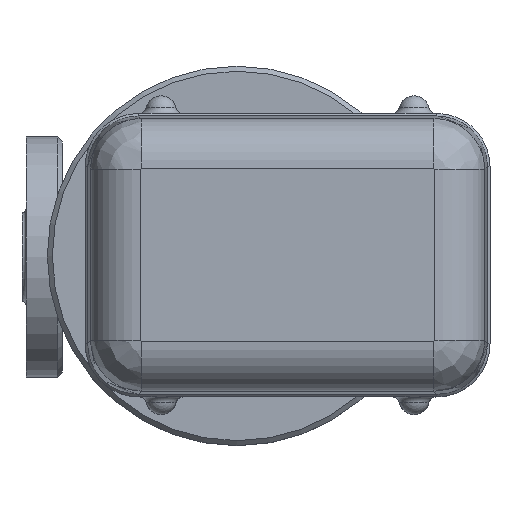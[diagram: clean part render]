
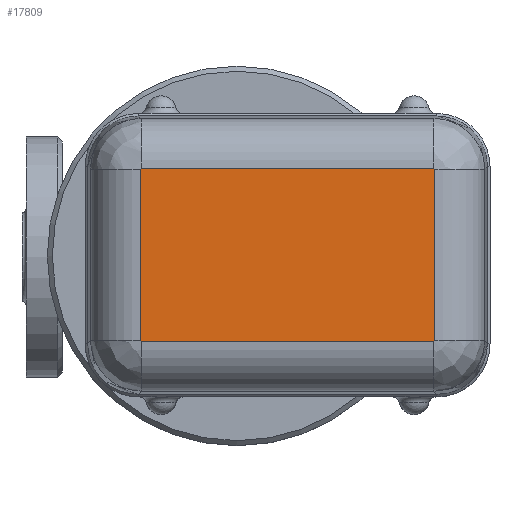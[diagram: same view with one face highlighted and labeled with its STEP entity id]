
A CAD part, top view. The second image highlights one B-rep face of the part: STEP entity #17809.
In plain terms, the highlighted planar face has unit normal (0, 0, 1).
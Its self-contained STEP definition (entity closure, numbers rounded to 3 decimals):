
#397=B_SPLINE_CURVE_WITH_KNOTS('',3,(#41056,#41057,#41058,#41059,#41060,
#41061,#41062),.UNSPECIFIED.,.F.,.F.,(4,1,1,1,4),(0.,0.014,
0.027,0.041,0.047),.UNSPECIFIED.);
#399=B_SPLINE_CURVE_WITH_KNOTS('',3,(#41141,#41142,#41143,#41144,#41145,
#41146,#41147,#41148),.UNSPECIFIED.,.F.,.F.,(4,1,1,1,1,4),(0.,
0.007,0.014,0.027,0.041,
0.047),.UNSPECIFIED.);
#401=B_SPLINE_CURVE_WITH_KNOTS('',3,(#41232,#41233,#41234,#41235,#41236,
#41237,#41238,#41239,#41240,#41241),.UNSPECIFIED.,.F.,.F.,(4,1,1,1,1,1,
1,4),(0.,0.007,0.014,0.02,0.027,
0.034,0.041,0.047),.UNSPECIFIED.);
#403=B_SPLINE_CURVE_WITH_KNOTS('',3,(#41313,#41314,#41315,#41316,#41317,
#41318,#41319),.UNSPECIFIED.,.F.,.F.,(4,1,1,1,4),(0.,0.014,
0.027,0.041,0.047),.UNSPECIFIED.);
#1674=LINE('',#41077,#2669);
#1675=LINE('',#41082,#2670);
#1678=LINE('',#41257,#2673);
#1679=LINE('',#41262,#2674);
#2669=VECTOR('',#22314,67.708);
#2670=VECTOR('',#22319,115.708);
#2673=VECTOR('',#22330,115.708);
#2674=VECTOR('',#22335,67.708);
#3483=PLANE('',#19246);
#4245=FACE_OUTER_BOUND('',#5539,.T.);
#5539=EDGE_LOOP('',(#14038,#14039,#14040,#14041,#14042,#14043,#14044,#14045));
#8396=VERTEX_POINT('',#41053);
#8397=VERTEX_POINT('',#41055);
#8399=VERTEX_POINT('',#41073);
#8402=VERTEX_POINT('',#41080);
#8403=VERTEX_POINT('',#41140);
#8406=VERTEX_POINT('',#41230);
#8407=VERTEX_POINT('',#41253);
#8410=VERTEX_POINT('',#41260);
#10417=EDGE_CURVE('',#8396,#8397,#397,.T.);
#10422=EDGE_CURVE('',#8397,#8399,#1674,.T.);
#10424=EDGE_CURVE('',#8402,#8396,#1675,.T.);
#10426=EDGE_CURVE('',#8399,#8403,#399,.T.);
#10430=EDGE_CURVE('',#8406,#8402,#401,.T.);
#10434=EDGE_CURVE('',#8403,#8407,#1678,.T.);
#10436=EDGE_CURVE('',#8410,#8406,#1679,.T.);
#10438=EDGE_CURVE('',#8407,#8410,#403,.T.);
#14038=ORIENTED_EDGE('',*,*,#10417,.F.);
#14039=ORIENTED_EDGE('',*,*,#10424,.F.);
#14040=ORIENTED_EDGE('',*,*,#10430,.F.);
#14041=ORIENTED_EDGE('',*,*,#10436,.F.);
#14042=ORIENTED_EDGE('',*,*,#10438,.F.);
#14043=ORIENTED_EDGE('',*,*,#10434,.F.);
#14044=ORIENTED_EDGE('',*,*,#10426,.F.);
#14045=ORIENTED_EDGE('',*,*,#10422,.F.);
#17809=ADVANCED_FACE('',(#4245),#3483,.T.);
#19246=AXIS2_PLACEMENT_3D('',#41411,#22348,#22349);
#22314=DIRECTION('',(0.,-1.,0.));
#22319=DIRECTION('',(1.,0.,0.));
#22330=DIRECTION('',(-1.,0.,0.));
#22335=DIRECTION('',(0.,1.,0.));
#22348=DIRECTION('center_axis',(0.,0.,
1.));
#22349=DIRECTION('ref_axis',(1.,0.,0.));
#41053=CARTESIAN_POINT('',(77.854,34.157,557.));
#41055=CARTESIAN_POINT('',(78.157,33.854,557.));
#41056=CARTESIAN_POINT('Ctrl Pts',(77.854,34.157,557.));
#41057=CARTESIAN_POINT('Ctrl Pts',(77.899,34.157,557.));
#41058=CARTESIAN_POINT('Ctrl Pts',(77.989,34.136,557.));
#41059=CARTESIAN_POINT('Ctrl Pts',(78.098,34.049,557.));
#41060=CARTESIAN_POINT('Ctrl Pts',(78.149,33.945,557.));
#41061=CARTESIAN_POINT('Ctrl Pts',(78.157,33.876,557.));
#41062=CARTESIAN_POINT('Ctrl Pts',(78.157,33.854,557.));
#41073=CARTESIAN_POINT('',(78.157,-33.854,557.));
#41077=CARTESIAN_POINT('',(78.157,-17.5,557.));
#41080=CARTESIAN_POINT('',(-37.854,34.157,557.));
#41082=CARTESIAN_POINT('',(49.5,34.157,557.));
#41140=CARTESIAN_POINT('',(77.854,-34.157,557.));
#41141=CARTESIAN_POINT('Ctrl Pts',(78.157,-33.854,557.));
#41142=CARTESIAN_POINT('Ctrl Pts',(78.157,-33.876,557.));
#41143=CARTESIAN_POINT('Ctrl Pts',(78.152,-33.922,557.));
#41144=CARTESIAN_POINT('Ctrl Pts',(78.121,-34.008,557.));
#41145=CARTESIAN_POINT('Ctrl Pts',(78.049,-34.099,557.));
#41146=CARTESIAN_POINT('Ctrl Pts',(77.944,-34.149,557.));
#41147=CARTESIAN_POINT('Ctrl Pts',(77.876,-34.157,557.));
#41148=CARTESIAN_POINT('Ctrl Pts',(77.854,-34.157,557.));
#41230=CARTESIAN_POINT('',(-38.157,33.854,557.));
#41232=CARTESIAN_POINT('Ctrl Pts',(-38.157,33.854,557.));
#41233=CARTESIAN_POINT('Ctrl Pts',(-38.157,33.876,557.));
#41234=CARTESIAN_POINT('Ctrl Pts',(-38.152,33.922,557.));
#41235=CARTESIAN_POINT('Ctrl Pts',(-38.129,33.986,557.));
#41236=CARTESIAN_POINT('Ctrl Pts',(-38.093,34.044,557.));
#41237=CARTESIAN_POINT('Ctrl Pts',(-38.044,34.092,557.));
#41238=CARTESIAN_POINT('Ctrl Pts',(-37.986,34.129,557.));
#41239=CARTESIAN_POINT('Ctrl Pts',(-37.922,34.152,557.));
#41240=CARTESIAN_POINT('Ctrl Pts',(-37.876,34.157,557.));
#41241=CARTESIAN_POINT('Ctrl Pts',(-37.854,34.157,557.));
#41253=CARTESIAN_POINT('',(-37.854,-34.157,557.));
#41257=CARTESIAN_POINT('',(-9.5,-34.157,557.));
#41260=CARTESIAN_POINT('',(-38.157,-33.854,557.));
#41262=CARTESIAN_POINT('',(-38.157,17.5,557.));
#41313=CARTESIAN_POINT('Ctrl Pts',(-37.854,-34.157,
557.));
#41314=CARTESIAN_POINT('Ctrl Pts',(-37.899,-34.157,
557.));
#41315=CARTESIAN_POINT('Ctrl Pts',(-37.989,-34.136,
557.));
#41316=CARTESIAN_POINT('Ctrl Pts',(-38.098,-34.049,
557.));
#41317=CARTESIAN_POINT('Ctrl Pts',(-38.149,-33.945,
557.));
#41318=CARTESIAN_POINT('Ctrl Pts',(-38.157,-33.876,
557.));
#41319=CARTESIAN_POINT('Ctrl Pts',(-38.157,-33.854,
557.));
#41411=CARTESIAN_POINT('Origin',(20.,0.,557.));
